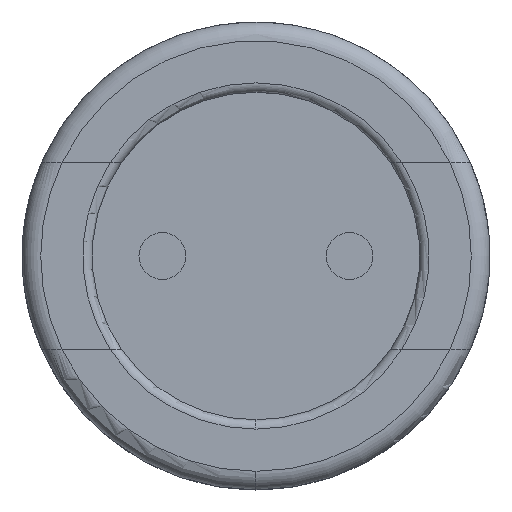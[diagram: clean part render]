
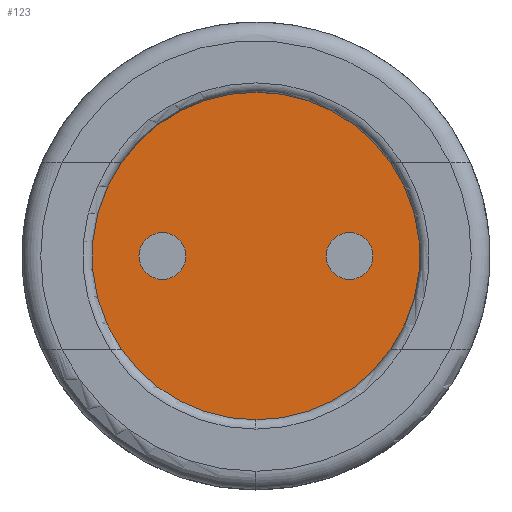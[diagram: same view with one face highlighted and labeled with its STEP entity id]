
A CAD part, front view. The second image highlights one B-rep face of the part: STEP entity #123.
In plain terms, the highlighted planar face has unit normal (0, -1, 0).
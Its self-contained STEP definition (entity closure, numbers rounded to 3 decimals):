
#14 = ORIENTED_EDGE ( 'NONE', *, *, #2689, .T. ) ;
#49 = VERTEX_POINT ( 'NONE', #873 ) ;
#81 = EDGE_LOOP ( 'NONE', ( #14, #798, #189, #4418, #3226 ) ) ;
#86 = DIRECTION ( 'NONE',  ( 0., -1., 0. ) ) ;
#113 = EDGE_LOOP ( 'NONE', ( #3398, #1531 ) ) ;
#123 = ADVANCED_FACE ( 'NONE', ( #1646, #2719, #1333 ), #1979, .T. ) ;
#189 = ORIENTED_EDGE ( 'NONE', *, *, #2558, .T. ) ;
#207 = EDGE_CURVE ( 'NONE', #2421, #455, #3655, .T. ) ;
#236 = AXIS2_PLACEMENT_3D ( 'NONE', #2535, #415, #2174 ) ;
#393 = AXIS2_PLACEMENT_3D ( 'NONE', #3901, #3494, #1490 ) ;
#415 = DIRECTION ( 'NONE',  ( 0., -1., 0. ) ) ;
#455 = VERTEX_POINT ( 'NONE', #2528 ) ;
#486 = DIRECTION ( 'NONE',  ( 0., -1., 0. ) ) ;
#547 = AXIS2_PLACEMENT_3D ( 'NONE', #1044, #4447, #2743 ) ;
#596 = DIRECTION ( 'NONE',  ( 0., 0., -1. ) ) ;
#720 = CARTESIAN_POINT ( 'NONE',  ( 1., 0.1, -0.25 ) ) ;
#741 = EDGE_CURVE ( 'NONE', #455, #2421, #2504, .T. ) ;
#798 = ORIENTED_EDGE ( 'NONE', *, *, #3904, .T. ) ;
#873 = CARTESIAN_POINT ( 'NONE',  ( -1.436, 0.1, 1. ) ) ;
#927 = CIRCLE ( 'NONE', #2454, 1.75 ) ;
#1033 = CARTESIAN_POINT ( 'NONE',  ( 0., 0.1, 0. ) ) ;
#1044 = CARTESIAN_POINT ( 'NONE',  ( -1., 0.1, 0. ) ) ;
#1100 = DIRECTION ( 'NONE',  ( 0., 0., -1. ) ) ;
#1333 = FACE_OUTER_BOUND ( 'NONE', #81, .T. ) ;
#1387 = DIRECTION ( 'NONE',  ( 0., -1., 0. ) ) ;
#1426 = CIRCLE ( 'NONE', #1571, 0.25 ) ;
#1490 = DIRECTION ( 'NONE',  ( 0., 0., -1. ) ) ;
#1510 = EDGE_CURVE ( 'NONE', #2217, #2707, #2936, .T. ) ;
#1531 = ORIENTED_EDGE ( 'NONE', *, *, #207, .F. ) ;
#1536 = VERTEX_POINT ( 'NONE', #3661 ) ;
#1571 = AXIS2_PLACEMENT_3D ( 'NONE', #2532, #486, #2571 ) ;
#1646 = FACE_BOUND ( 'NONE', #1791, .T. ) ;
#1744 = EDGE_CURVE ( 'NONE', #2707, #2217, #1426, .T. ) ;
#1757 = CARTESIAN_POINT ( 'NONE',  ( 1., 0.1, 0.25 ) ) ;
#1791 = EDGE_LOOP ( 'NONE', ( #3219, #3317 ) ) ;
#1798 = CARTESIAN_POINT ( 'NONE',  ( 0., 0.1, 0. ) ) ;
#1826 = CARTESIAN_POINT ( 'NONE',  ( 1., 0.1, 0. ) ) ;
#1840 = CARTESIAN_POINT ( 'NONE',  ( 1.436, 0.1, -1. ) ) ;
#1979 = PLANE ( 'NONE',  #4093 ) ;
#2038 = AXIS2_PLACEMENT_3D ( 'NONE', #2276, #4034, #3347 ) ;
#2085 = CARTESIAN_POINT ( 'NONE',  ( -1., 0.1, -0.25 ) ) ;
#2104 = CARTESIAN_POINT ( 'NONE',  ( 0., 0.1, -1.75 ) ) ;
#2137 = EDGE_CURVE ( 'NONE', #2690, #3520, #4326, .T. ) ;
#2174 = DIRECTION ( 'NONE',  ( 0., 0., -1. ) ) ;
#2202 = DIRECTION ( 'NONE',  ( 0., -1., 0. ) ) ;
#2217 = VERTEX_POINT ( 'NONE', #720 ) ;
#2276 = CARTESIAN_POINT ( 'NONE',  ( 0., 0.1, 0. ) ) ;
#2326 = DIRECTION ( 'NONE',  ( 0., -1., 0. ) ) ;
#2365 = CIRCLE ( 'NONE', #393, 1.75 ) ;
#2421 = VERTEX_POINT ( 'NONE', #2085 ) ;
#2435 = AXIS2_PLACEMENT_3D ( 'NONE', #1033, #1387, #4127 ) ;
#2454 = AXIS2_PLACEMENT_3D ( 'NONE', #1798, #2202, #1100 ) ;
#2504 = CIRCLE ( 'NONE', #547, 0.25 ) ;
#2528 = CARTESIAN_POINT ( 'NONE',  ( -1., 0.1, 0.25 ) ) ;
#2532 = CARTESIAN_POINT ( 'NONE',  ( 1., 0.1, 0. ) ) ;
#2535 = CARTESIAN_POINT ( 'NONE',  ( -1., 0.1, 0. ) ) ;
#2558 = EDGE_CURVE ( 'NONE', #49, #2690, #2365, .T. ) ;
#2571 = DIRECTION ( 'NONE',  ( 0., 0., 1. ) ) ;
#2689 = EDGE_CURVE ( 'NONE', #3068, #1536, #3440, .T. ) ;
#2690 = VERTEX_POINT ( 'NONE', #4393 ) ;
#2707 = VERTEX_POINT ( 'NONE', #1757 ) ;
#2719 = FACE_BOUND ( 'NONE', #113, .T. ) ;
#2743 = DIRECTION ( 'NONE',  ( 0., 0., -1. ) ) ;
#2936 = CIRCLE ( 'NONE', #3229, 0.25 ) ;
#3020 = CIRCLE ( 'NONE', #3446, 1.75 ) ;
#3068 = VERTEX_POINT ( 'NONE', #1840 ) ;
#3219 = ORIENTED_EDGE ( 'NONE', *, *, #1744, .F. ) ;
#3226 = ORIENTED_EDGE ( 'NONE', *, *, #4179, .T. ) ;
#3229 = AXIS2_PLACEMENT_3D ( 'NONE', #1826, #86, #4168 ) ;
#3317 = ORIENTED_EDGE ( 'NONE', *, *, #1510, .F. ) ;
#3347 = DIRECTION ( 'NONE',  ( 0., 0., -1. ) ) ;
#3390 = DIRECTION ( 'NONE',  ( 0., 0., -1. ) ) ;
#3398 = ORIENTED_EDGE ( 'NONE', *, *, #741, .F. ) ;
#3440 = CIRCLE ( 'NONE', #2435, 1.75 ) ;
#3446 = AXIS2_PLACEMENT_3D ( 'NONE', #4305, #2326, #596 ) ;
#3494 = DIRECTION ( 'NONE',  ( 0., -1., 0. ) ) ;
#3520 = VERTEX_POINT ( 'NONE', #2104 ) ;
#3655 = CIRCLE ( 'NONE', #236, 0.25 ) ;
#3661 = CARTESIAN_POINT ( 'NONE',  ( 1.436, 0.1, 1. ) ) ;
#3679 = CARTESIAN_POINT ( 'NONE',  ( 0., 0.1, 0. ) ) ;
#3901 = CARTESIAN_POINT ( 'NONE',  ( 0., 0.1, 0. ) ) ;
#3904 = EDGE_CURVE ( 'NONE', #1536, #49, #3020, .T. ) ;
#4034 = DIRECTION ( 'NONE',  ( 0., -1., 0. ) ) ;
#4093 = AXIS2_PLACEMENT_3D ( 'NONE', #3679, #4379, #3390 ) ;
#4127 = DIRECTION ( 'NONE',  ( 0., 0., -1. ) ) ;
#4168 = DIRECTION ( 'NONE',  ( 0., 0., 1. ) ) ;
#4179 = EDGE_CURVE ( 'NONE', #3520, #3068, #927, .T. ) ;
#4305 = CARTESIAN_POINT ( 'NONE',  ( 0., 0.1, 0. ) ) ;
#4326 = CIRCLE ( 'NONE', #2038, 1.75 ) ;
#4379 = DIRECTION ( 'NONE',  ( 0., -1., 0. ) ) ;
#4393 = CARTESIAN_POINT ( 'NONE',  ( -1.436, 0.1, -1. ) ) ;
#4418 = ORIENTED_EDGE ( 'NONE', *, *, #2137, .T. ) ;
#4447 = DIRECTION ( 'NONE',  ( 0., -1., 0. ) ) ;
